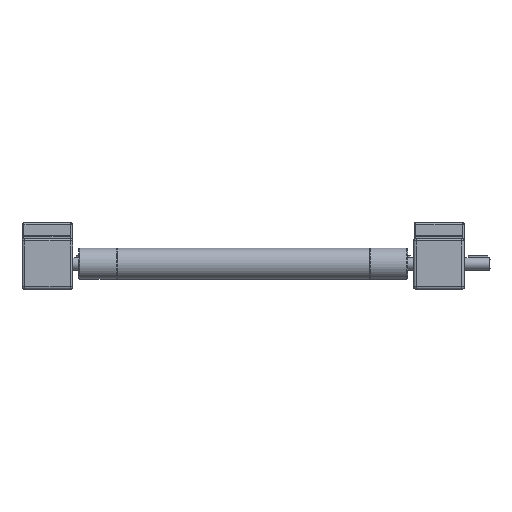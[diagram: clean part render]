
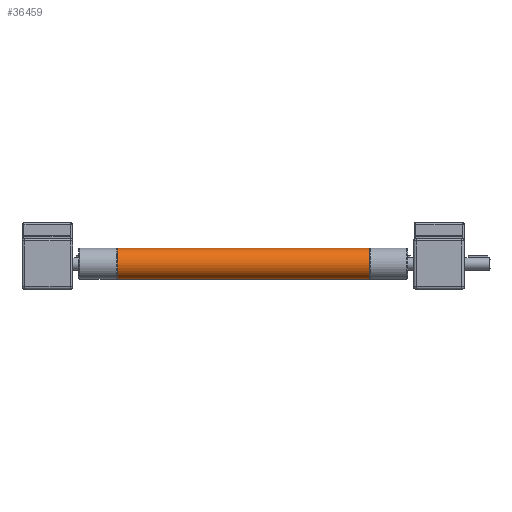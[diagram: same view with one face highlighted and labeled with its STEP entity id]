
A CAD part, front view. The second image highlights one B-rep face of the part: STEP entity #36459.
In plain terms, the highlighted cylindrical face has radius 20 mm (diameter 40 mm), a full revolution.
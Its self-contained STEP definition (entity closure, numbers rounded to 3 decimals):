
#36432=CARTESIAN_POINT('',(0.0,0.0,0.0));
#36433=DIRECTION('',(0.0,0.0,1.0));
#36434=DIRECTION('',(-1.0,0.0,0.0));
#36435=AXIS2_PLACEMENT_3D('',#36432,#36433,#36434);
#36436=CYLINDRICAL_SURFACE('',#36435,20.0);
#36437=CARTESIAN_POINT('',(20.0,0.,322.0));
#36438=VERTEX_POINT('',#36437);
#36439=CARTESIAN_POINT('',(0.0,0.0,322.0));
#36440=DIRECTION('',(0.0,0.0,-1.0));
#36441=DIRECTION('',(-1.0,0.0,0.0));
#36442=AXIS2_PLACEMENT_3D('',#36439,#36440,#36441);
#36443=CIRCLE('',#36442,20.0);
#36444=EDGE_CURVE('',#36438,#36438,#36443,.T.);
#36445=ORIENTED_EDGE('',*,*,#36444,.T.);
#36446=EDGE_LOOP('',(#36445));
#36447=FACE_OUTER_BOUND('',#36446,.T.);
#36448=CARTESIAN_POINT('',(20.0,0.,0.0));
#36449=VERTEX_POINT('',#36448);
#36450=CARTESIAN_POINT('',(0.0,0.0,0.0));
#36451=DIRECTION('',(0.0,0.0,-1.0));
#36452=DIRECTION('',(-1.0,0.0,0.0));
#36453=AXIS2_PLACEMENT_3D('',#36450,#36451,#36452);
#36454=CIRCLE('',#36453,20.0);
#36455=EDGE_CURVE('',#36449,#36449,#36454,.T.);
#36456=ORIENTED_EDGE('',*,*,#36455,.F.);
#36457=EDGE_LOOP('',(#36456));
#36458=FACE_BOUND('',#36457,.T.);
#36459=ADVANCED_FACE('',(#36447,#36458),#36436,.T.);
